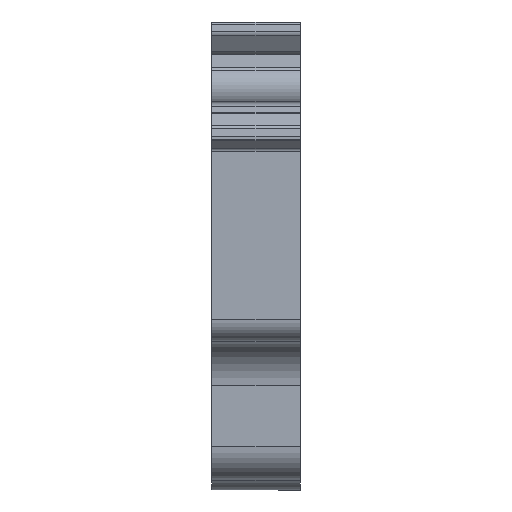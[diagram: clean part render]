
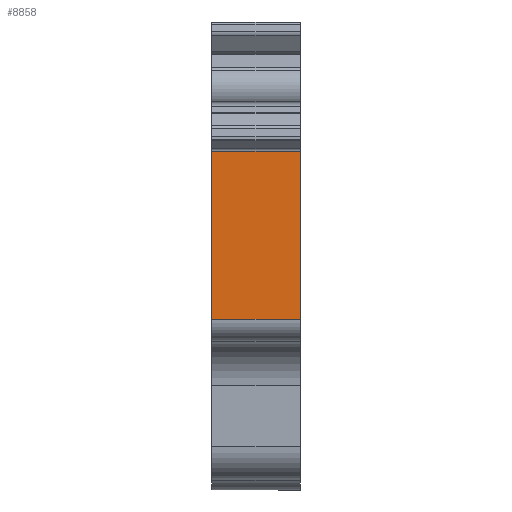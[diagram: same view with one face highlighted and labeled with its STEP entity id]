
A CAD part, left-side view. The second image highlights one B-rep face of the part: STEP entity #8858.
In plain terms, the highlighted face is planar.
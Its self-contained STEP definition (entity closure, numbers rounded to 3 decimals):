
#113 = AXIS2_PLACEMENT_3D ( 'NONE', #7635, #6176, #3341 ) ;
#141 = EDGE_CURVE ( 'NONE', #1855, #3650, #8471, .T. ) ;
#921 = CARTESIAN_POINT ( 'NONE',  ( 8., 33.523, 7.843 ) ) ;
#961 = ORIENTED_EDGE ( 'NONE', *, *, #5394, .T. ) ;
#1118 = LINE ( 'NONE', #2476, #8633 ) ;
#1855 = VERTEX_POINT ( 'NONE', #4298 ) ;
#1973 = PLANE ( 'NONE',  #113 ) ;
#2335 = DIRECTION ( 'NONE',  ( 0., 0., 1. ) ) ;
#2476 = CARTESIAN_POINT ( 'NONE',  ( 0.05, 33.523, 22.997 ) ) ;
#2499 = VECTOR ( 'NONE', #6279, 1000. ) ;
#3110 = DIRECTION ( 'NONE',  ( 1., 0., 0. ) ) ;
#3341 = DIRECTION ( 'NONE',  ( -1., 0., 0. ) ) ;
#3484 = CARTESIAN_POINT ( 'NONE',  ( 8., 33.523, 22.997 ) ) ;
#3650 = VERTEX_POINT ( 'NONE', #7362 ) ;
#4165 = CARTESIAN_POINT ( 'NONE',  ( 0.05, 33.523, 7.843 ) ) ;
#4215 = VERTEX_POINT ( 'NONE', #3484 ) ;
#4298 = CARTESIAN_POINT ( 'NONE',  ( 0., 33.523, 7.843 ) ) ;
#4481 = ORIENTED_EDGE ( 'NONE', *, *, #8712, .F. ) ;
#4500 = LINE ( 'NONE', #921, #9138 ) ;
#4678 = FACE_OUTER_BOUND ( 'NONE', #7082, .T. ) ;
#4831 = EDGE_CURVE ( 'NONE', #6078, #4215, #1118, .T. ) ;
#5100 = ORIENTED_EDGE ( 'NONE', *, *, #4831, .T. ) ;
#5394 = EDGE_CURVE ( 'NONE', #1855, #6078, #6177, .T. ) ;
#5580 = DIRECTION ( 'NONE',  ( 1., 0., 0. ) ) ;
#6078 = VERTEX_POINT ( 'NONE', #7284 ) ;
#6176 = DIRECTION ( 'NONE',  ( 0., 1., 0. ) ) ;
#6177 = LINE ( 'NONE', #7078, #2499 ) ;
#6279 = DIRECTION ( 'NONE',  ( 0., 0., 1. ) ) ;
#7078 = CARTESIAN_POINT ( 'NONE',  ( 0., 33.523, 7.843 ) ) ;
#7082 = EDGE_LOOP ( 'NONE', ( #4481, #7341, #961, #5100 ) ) ;
#7284 = CARTESIAN_POINT ( 'NONE',  ( 0., 33.523, 22.997 ) ) ;
#7341 = ORIENTED_EDGE ( 'NONE', *, *, #141, .F. ) ;
#7362 = CARTESIAN_POINT ( 'NONE',  ( 8., 33.523, 7.843 ) ) ;
#7635 = CARTESIAN_POINT ( 'NONE',  ( 0.05, 33.523, 7.843 ) ) ;
#8471 = LINE ( 'NONE', #4165, #8666 ) ;
#8633 = VECTOR ( 'NONE', #3110, 1000. ) ;
#8666 = VECTOR ( 'NONE', #5580, 1000. ) ;
#8712 = EDGE_CURVE ( 'NONE', #3650, #4215, #4500, .T. ) ;
#8858 = ADVANCED_FACE ( 'NONE', ( #4678 ), #1973, .T. ) ;
#9138 = VECTOR ( 'NONE', #2335, 1000. ) ;
